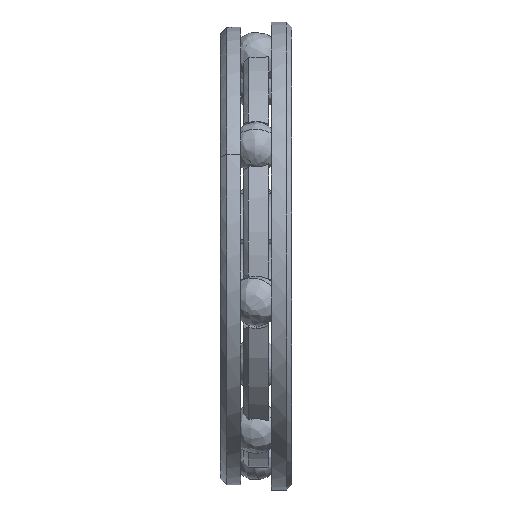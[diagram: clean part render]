
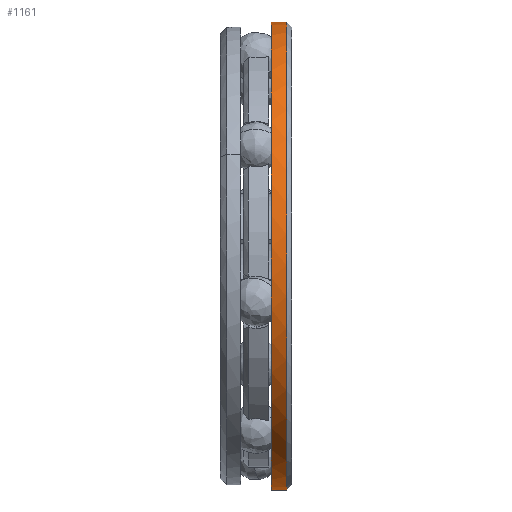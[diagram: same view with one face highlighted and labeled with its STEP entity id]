
A CAD part, left-side view. The second image highlights one B-rep face of the part: STEP entity #1161.
In plain terms, the highlighted free-form (B-spline) face has degree [2, 1] with [5, 2] control points.
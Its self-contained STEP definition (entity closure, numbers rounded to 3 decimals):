
#114 = VERTEX_POINT('',#115);
#115 = CARTESIAN_POINT('',(0.,0.948,-43.588));
#121 = VERTEX_POINT('',#122);
#122 = CARTESIAN_POINT('',(0.,0.948,
    43.588));
#150 = VERTEX_POINT('',#151);
#151 = CARTESIAN_POINT('',(0.,3.79,-43.588));
#152 = VERTEX_POINT('',#153);
#153 = CARTESIAN_POINT('',(0.,3.79,
    43.588));
#161 = EDGE_CURVE('',#152,#121,#162,.T.);
#162 = B_SPLINE_CURVE_WITH_KNOTS('',1,(#163,#164),.UNSPECIFIED.,.F.,.F.,
  (2,2),(-4.,-1.),.PIECEWISE_BEZIER_KNOTS.);
#163 = CARTESIAN_POINT('',(0.,3.79,
    43.588));
#164 = CARTESIAN_POINT('',(0.,0.948,
    43.588));
#167 = EDGE_CURVE('',#150,#114,#168,.T.);
#168 = B_SPLINE_CURVE_WITH_KNOTS('',1,(#169,#170),.UNSPECIFIED.,.F.,.F.,
  (2,2),(-4.,-1.),.PIECEWISE_BEZIER_KNOTS.);
#169 = CARTESIAN_POINT('',(0.,3.79,-43.588));
#170 = CARTESIAN_POINT('',(0.,0.948,-43.588));
#1161 = ADVANCED_FACE('',(#1162),#1182,.T.);
#1162 = FACE_BOUND('',#1163,.T.);
#1163 = EDGE_LOOP('',(#1164,#1165,#1173,#1174));
#1164 = ORIENTED_EDGE('',*,*,#161,.F.);
#1165 = ORIENTED_EDGE('',*,*,#1166,.T.);
#1166 = EDGE_CURVE('',#152,#150,#1167,.T.);
#1167 = ( BOUNDED_CURVE() B_SPLINE_CURVE(2,(#1168,#1169,#1170,#1171,
#1172),.UNSPECIFIED.,.F.,.F.) B_SPLINE_CURVE_WITH_KNOTS((3,2,3),(
    3.142,4.712,6.283),
.PIECEWISE_BEZIER_KNOTS.) CURVE() GEOMETRIC_REPRESENTATION_ITEM() 
RATIONAL_B_SPLINE_CURVE((1.,0.707,1.,0.707,1.)) 
REPRESENTATION_ITEM('') );
#1168 = CARTESIAN_POINT('',(0.,3.79,
    43.588));
#1169 = CARTESIAN_POINT('',(-43.588,3.79,
    43.588));
#1170 = CARTESIAN_POINT('',(-43.588,3.79,
    0.));
#1171 = CARTESIAN_POINT('',(-43.588,3.79,
    -43.588));
#1172 = CARTESIAN_POINT('',(0.,3.79,
    -43.588));
#1173 = ORIENTED_EDGE('',*,*,#167,.T.);
#1174 = ORIENTED_EDGE('',*,*,#1175,.T.);
#1175 = EDGE_CURVE('',#114,#121,#1176,.T.);
#1176 = ( BOUNDED_CURVE() B_SPLINE_CURVE(2,(#1177,#1178,#1179,#1180,
#1181),.UNSPECIFIED.,.F.,.F.) B_SPLINE_CURVE_WITH_KNOTS((3,2,3),(0.,
1.571,3.142),.PIECEWISE_BEZIER_KNOTS.) CURVE() 
GEOMETRIC_REPRESENTATION_ITEM() RATIONAL_B_SPLINE_CURVE((1.,
0.707,1.,0.707,1.)) REPRESENTATION_ITEM('') );
#1177 = CARTESIAN_POINT('',(0.,0.948,-43.588));
#1178 = CARTESIAN_POINT('',(-43.588,0.948,
    -43.588));
#1179 = CARTESIAN_POINT('',(-43.588,0.948,
    0.));
#1180 = CARTESIAN_POINT('',(-43.588,0.948,
    43.588));
#1181 = CARTESIAN_POINT('',(0.,0.948,
    43.588));
#1182 = ( BOUNDED_SURFACE() B_SPLINE_SURFACE(2,1,(
    (#1183,#1184)
    ,(#1185,#1186)
    ,(#1187,#1188)
    ,(#1189,#1190)
    ,(#1191,#1192
)),.UNSPECIFIED.,.F.,.F.,.F.) B_SPLINE_SURFACE_WITH_KNOTS((3,2,3),(2,2),
  (3.142,4.712,6.283),(-4.,-1.),
.PIECEWISE_BEZIER_KNOTS.) GEOMETRIC_REPRESENTATION_ITEM() 
RATIONAL_B_SPLINE_SURFACE((
    (1.,1.)
    ,(0.707,0.707)
    ,(1.,1.)
    ,(0.707,0.707)
,(1.,1.))) REPRESENTATION_ITEM('') SURFACE() );
#1183 = CARTESIAN_POINT('',(0.,3.79,
    43.588));
#1184 = CARTESIAN_POINT('',(0.,0.948,
    43.588));
#1185 = CARTESIAN_POINT('',(-43.588,3.79,
    43.588));
#1186 = CARTESIAN_POINT('',(-43.588,0.948,
    43.588));
#1187 = CARTESIAN_POINT('',(-43.588,3.79,
    0.));
#1188 = CARTESIAN_POINT('',(-43.588,0.948,
    0.));
#1189 = CARTESIAN_POINT('',(-43.588,3.79,
    -43.588));
#1190 = CARTESIAN_POINT('',(-43.588,0.948,
    -43.588));
#1191 = CARTESIAN_POINT('',(0.,3.79,
    -43.588));
#1192 = CARTESIAN_POINT('',(0.,0.948,
    -43.588));
